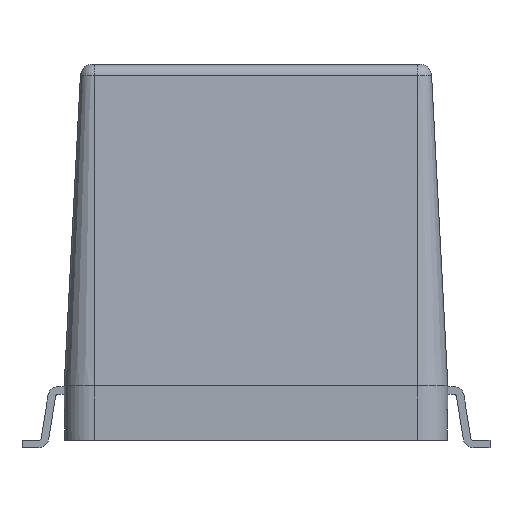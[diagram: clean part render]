
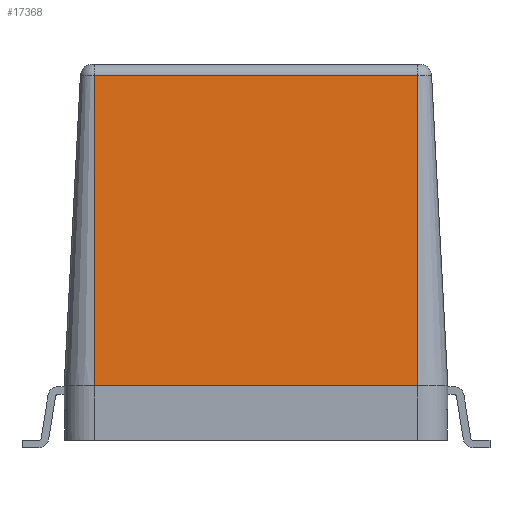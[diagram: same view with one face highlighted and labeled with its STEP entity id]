
A CAD part, front view. The second image highlights one B-rep face of the part: STEP entity #17368.
In plain terms, the highlighted face is planar.
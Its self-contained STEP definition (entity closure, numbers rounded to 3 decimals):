
#930=ORIENTED_EDGE('',*,*,#4589,.F.);
#931=ORIENTED_EDGE('',*,*,#4591,.T.);
#932=ORIENTED_EDGE('',*,*,#4592,.T.);
#933=ORIENTED_EDGE('',*,*,#4593,.T.);
#4589=EDGE_CURVE('',#6413,#6414,#7571,.T.);
#4591=EDGE_CURVE('',#6413,#6415,#7572,.T.);
#4592=EDGE_CURVE('',#6415,#6416,#7573,.T.);
#4593=EDGE_CURVE('',#6416,#6414,#7574,.T.);
#6413=VERTEX_POINT('',#23115);
#6414=VERTEX_POINT('',#23117);
#6415=VERTEX_POINT('',#23121);
#6416=VERTEX_POINT('',#23123);
#7571=LINE('',#23116,#8992);
#7572=LINE('',#23120,#8993);
#7573=LINE('',#23122,#8994);
#7574=LINE('',#23124,#8995);
#8992=VECTOR('',#19405,1000.);
#8993=VECTOR('',#19410,1000.);
#8994=VECTOR('',#19411,1000.);
#8995=VECTOR('',#19412,1000.);
#10316=EDGE_LOOP('',(#930,#931,#932,#933));
#11099=FACE_BOUND('',#10316,.T.);
#11863=PLANE('',#18150);
#17368=ADVANCED_FACE('',(#11099),#11863,.T.);
#18150=AXIS2_PLACEMENT_3D('',#23119,#19408,#19409);
#19405=DIRECTION('',(0.052,0.,-0.999));
#19408=DIRECTION('',(0.999,0.,0.052));
#19409=DIRECTION('',(0.052,0.,-0.999));
#19410=DIRECTION('',(0.,-1.,0.));
#19411=DIRECTION('',(0.052,0.,-0.999));
#19412=DIRECTION('',(0.,1.,0.));
#23115=CARTESIAN_POINT('',(13.747,5.35,12.071));
#23116=CARTESIAN_POINT('',(14.285,5.35,1.8));
#23117=CARTESIAN_POINT('',(14.285,5.35,1.8));
#23119=CARTESIAN_POINT('',(14.285,0.,1.8));
#23120=CARTESIAN_POINT('',(13.747,-5.35,12.071));
#23121=CARTESIAN_POINT('',(13.747,-5.35,12.071));
#23122=CARTESIAN_POINT('',(14.285,-5.35,1.8));
#23123=CARTESIAN_POINT('',(14.285,-5.35,1.8));
#23124=CARTESIAN_POINT('',(14.285,-5.35,1.8));
